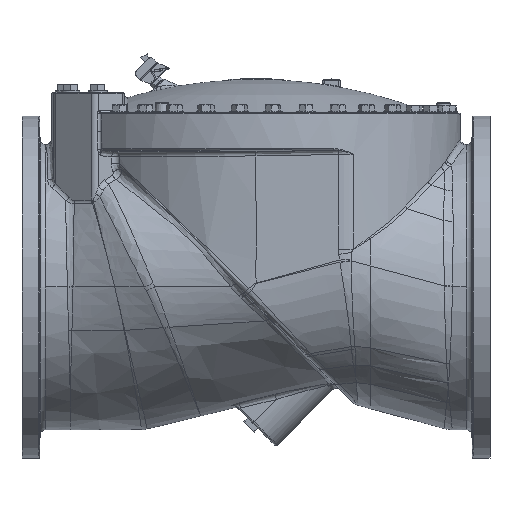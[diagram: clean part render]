
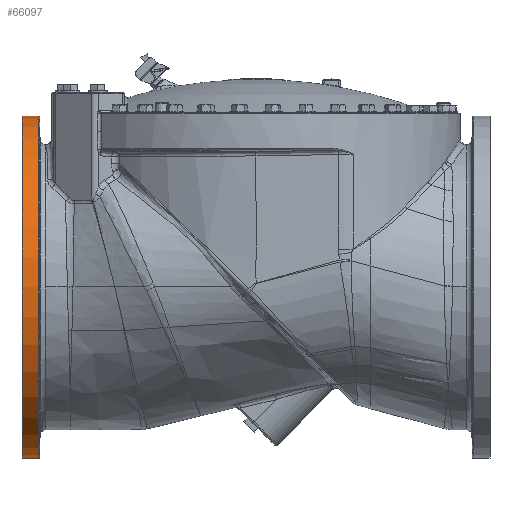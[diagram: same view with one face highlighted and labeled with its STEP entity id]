
A CAD part, top view. The second image highlights one B-rep face of the part: STEP entity #66097.
In plain terms, the highlighted cylindrical face has radius 584.2 mm (diameter 1168.4 mm), a partial arc.
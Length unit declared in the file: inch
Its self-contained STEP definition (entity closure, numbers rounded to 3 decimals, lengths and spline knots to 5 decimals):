
#7813=CARTESIAN_POINT('',(-31.5,0.,0.));
#7814=DIRECTION('',(1.,0.,0.));
#7815=DIRECTION('',(0.,1.,0.));
#7816=AXIS2_PLACEMENT_3D('',#7813,#7814,#7815);
#7818=CARTESIAN_POINT('',(-29.24834,0.,0.));
#7819=DIRECTION('',(-1.,0.,0.));
#7820=DIRECTION('',(0.,-1.,0.));
#7821=AXIS2_PLACEMENT_3D('',#7818,#7819,#7820);
#8148=DIRECTION('',(-1.,0.,0.));
#8149=VECTOR('',#8148,2.25166);
#8150=CARTESIAN_POINT('',(-29.24834,-23.,0.));
#8151=LINE('',#8150,#8149);
#8157=DIRECTION('',(-1.,0.,0.));
#8158=VECTOR('',#8157,2.25166);
#8159=CARTESIAN_POINT('',(-29.24834,23.,0.));
#8160=LINE('',#8159,#8158);
#60883=CARTESIAN_POINT('',(-31.5,23.,0.));
#60884=CARTESIAN_POINT('',(-31.5,-23.,0.));
#60885=VERTEX_POINT('',#60883);
#60886=VERTEX_POINT('',#60884);
#61277=CARTESIAN_POINT('',(-29.24834,23.,0.));
#61278=CARTESIAN_POINT('',(-29.24834,-23.,0.));
#61279=VERTEX_POINT('',#61277);
#61280=VERTEX_POINT('',#61278);
#66083=CARTESIAN_POINT('',(-35.1318,0.,0.));
#66084=DIRECTION('',(1.,0.,0.));
#66085=DIRECTION('',(0.,-1.,0.));
#66086=AXIS2_PLACEMENT_3D('',#66083,#66084,#66085);
#66087=CYLINDRICAL_SURFACE('',#66086,23.);
#66089=ORIENTED_EDGE('',*,*,#66088,.F.);
#66091=ORIENTED_EDGE('',*,*,#66090,.F.);
#66092=ORIENTED_EDGE('',*,*,#66066,.F.);
#66094=ORIENTED_EDGE('',*,*,#66093,.T.);
#66095=EDGE_LOOP('',(#66089,#66091,#66092,#66094));
#66096=FACE_OUTER_BOUND('',#66095,.F.);
#7817=CIRCLE('',#7816,23.);
#7822=CIRCLE('',#7821,23.);
#66066=EDGE_CURVE('',#61280,#61279,#7822,.T.);
#66088=EDGE_CURVE('',#60885,#60886,#7817,.T.);
#66090=EDGE_CURVE('',#61279,#60885,#8160,.T.);
#66093=EDGE_CURVE('',#61280,#60886,#8151,.T.);
#66097=ADVANCED_FACE('',(#66096),#66087,.T.);
